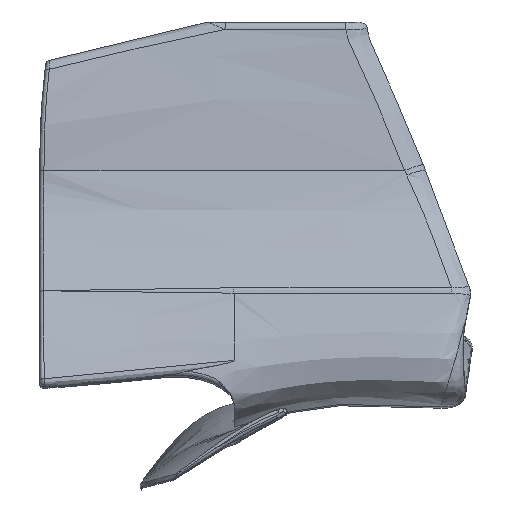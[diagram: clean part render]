
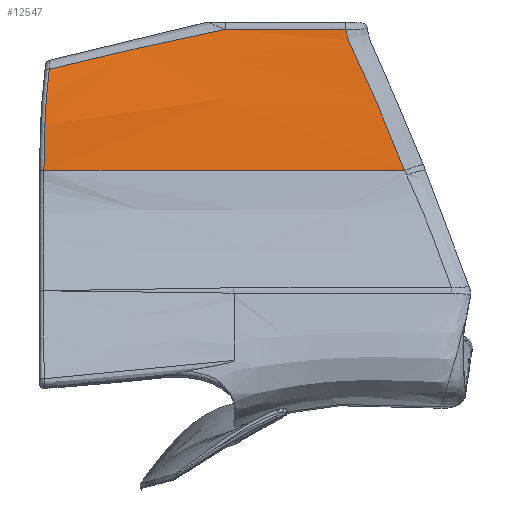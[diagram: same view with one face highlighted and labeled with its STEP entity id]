
A CAD part, top view. The second image highlights one B-rep face of the part: STEP entity #12547.
In plain terms, the highlighted free-form (B-spline) face has degree [3, 3] with [5, 4] control points.
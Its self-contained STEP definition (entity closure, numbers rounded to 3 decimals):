
#12511 = EDGE_CURVE('',#12512,#12514,#12516,.T.);
#12512 = VERTEX_POINT('',#12513);
#12513 = CARTESIAN_POINT('',(-4722.419,-380.324,
    516.727));
#12514 = VERTEX_POINT('',#12515);
#12515 = CARTESIAN_POINT('',(-4551.423,-380.86,
    511.379));
#12516 = B_SPLINE_CURVE_WITH_KNOTS('',3,(#12517,#12518,#12519,#12520),
  .UNSPECIFIED.,.F.,.F.,(4,4),(0.218,0.368),
  .PIECEWISE_BEZIER_KNOTS.);
#12517 = CARTESIAN_POINT('',(-4722.419,-380.324,
    516.727));
#12518 = CARTESIAN_POINT('',(-4665.421,-380.501,
    514.949));
#12519 = CARTESIAN_POINT('',(-4608.422,-380.683,
    513.165));
#12520 = CARTESIAN_POINT('',(-4551.423,-380.86,
    511.379));
#12547 = ADVANCED_FACE('',(#12548),#12641,.F.);
#12548 = FACE_BOUND('',#12549,.F.);
#12549 = EDGE_LOOP('',(#12550,#12571,#12588,#12589,#12627,#12634));
#12550 = ORIENTED_EDGE('',*,*,#12551,.T.);
#12551 = EDGE_CURVE('',#12552,#12554,#12556,.T.);
#12552 = VERTEX_POINT('',#12553);
#12553 = CARTESIAN_POINT('',(-4979.804,-580.529,
    557.462));
#12554 = VERTEX_POINT('',#12555);
#12555 = CARTESIAN_POINT('',(-4972.178,-436.997,
    540.794));
#12556 = B_SPLINE_CURVE_WITH_KNOTS('',3,(#12557,#12558,#12559,#12560,
    #12561,#12562,#12563,#12564,#12565,#12566,#12567,#12568,#12569,
    #12570),.UNSPECIFIED.,.F.,.F.,(4,2,2,2,2,2,4),(0.,0.032
    ,0.048,0.064,0.096,
    0.112,0.128),.UNSPECIFIED.);
#12557 = CARTESIAN_POINT('',(-4979.804,-580.529,
    557.462));
#12558 = CARTESIAN_POINT('',(-4979.789,-568.409,
    557.445));
#12559 = CARTESIAN_POINT('',(-4979.661,-556.302,
    557.182));
#12560 = CARTESIAN_POINT('',(-4979.258,-538.164,
    556.324));
#12561 = CARTESIAN_POINT('',(-4979.089,-532.122,
    555.96));
#12562 = CARTESIAN_POINT('',(-4978.671,-520.047,
    555.057));
#12563 = CARTESIAN_POINT('',(-4978.421,-514.011,
    554.517));
#12564 = CARTESIAN_POINT('',(-4977.542,-495.976,
    552.606));
#12565 = CARTESIAN_POINT('',(-4976.78,-484.035,
    550.94));
#12566 = CARTESIAN_POINT('',(-4975.311,-466.275,
    547.711));
#12567 = CARTESIAN_POINT('',(-4974.767,-460.381,
    546.512));
#12568 = CARTESIAN_POINT('',(-4973.561,-448.648,
    543.85));
#12569 = CARTESIAN_POINT('',(-4972.899,-442.809,
    542.387));
#12570 = CARTESIAN_POINT('',(-4972.178,-436.997,
    540.794));
#12571 = ORIENTED_EDGE('',*,*,#12572,.T.);
#12572 = EDGE_CURVE('',#12554,#12512,#12573,.T.);
#12573 = B_SPLINE_CURVE_WITH_KNOTS('',3,(#12574,#12575,#12576,#12577,
    #12578,#12579,#12580,#12581,#12582,#12583,#12584,#12585,#12586,
    #12587),.UNSPECIFIED.,.F.,.F.,(4,2,2,2,2,2,4),(0.006,
    0.062,0.119,0.147,0.175,
    0.203,0.232),.UNSPECIFIED.);
#12574 = CARTESIAN_POINT('',(-4972.178,-436.997,
    540.794));
#12575 = CARTESIAN_POINT('',(-4951.485,-431.953,
    538.29));
#12576 = CARTESIAN_POINT('',(-4930.782,-426.95,
    535.788));
#12577 = CARTESIAN_POINT('',(-4889.323,-417.083,
    530.955));
#12578 = CARTESIAN_POINT('',(-4868.564,-412.22,
    528.624));
#12579 = CARTESIAN_POINT('',(-4837.367,-405.09,
    525.42));
#12580 = CARTESIAN_POINT('',(-4826.958,-402.741,
    524.401));
#12581 = CARTESIAN_POINT('',(-4806.115,-398.105,
    522.487));
#12582 = CARTESIAN_POINT('',(-4795.682,-395.819,
    521.593));
#12583 = CARTESIAN_POINT('',(-4774.79,-391.307,
    519.947));
#12584 = CARTESIAN_POINT('',(-4764.331,-389.082,
    519.197));
#12585 = CARTESIAN_POINT('',(-4743.39,-384.677,
    517.848));
#12586 = CARTESIAN_POINT('',(-4732.909,-382.498,
    517.251));
#12587 = CARTESIAN_POINT('',(-4722.419,-380.324,
    516.727));
#12588 = ORIENTED_EDGE('',*,*,#12511,.T.);
#12589 = ORIENTED_EDGE('',*,*,#12590,.T.);
#12590 = EDGE_CURVE('',#12514,#12591,#12593,.T.);
#12591 = VERTEX_POINT('',#12592);
#12592 = CARTESIAN_POINT('',(-4468.469,-580.537,
    531.035));
#12593 = B_SPLINE_CURVE_WITH_KNOTS('',3,(#12594,#12595,#12596,#12597,
    #12598,#12599,#12600,#12601,#12602,#12603,#12604,#12605,#12606,
    #12607,#12608,#12609,#12610,#12611,#12612,#12613,#12614,#12615,
    #12616,#12617,#12618,#12619,#12620,#12621,#12622,#12623,#12624,
    #12625,#12626),.UNSPECIFIED.,.F.,.F.,(4,2,2,2,2,2,2,2,2,2,2,2,2,1,1,
    1,2,4),(0.01,0.021,0.027,
    0.033,0.045,0.057,
    0.069,0.081,0.105,0.128,
    0.152,0.176,0.188,0.194,
    0.196,0.198,0.199,0.199),
  .UNSPECIFIED.);
#12594 = CARTESIAN_POINT('',(-4551.423,-380.86,
    511.379));
#12595 = CARTESIAN_POINT('',(-4550.781,-385.317,
    511.545));
#12596 = CARTESIAN_POINT('',(-4549.768,-389.704,
    511.805));
#12597 = CARTESIAN_POINT('',(-4547.861,-396.212,
    512.285));
#12598 = CARTESIAN_POINT('',(-4547.159,-398.373,
    512.46));
#12599 = CARTESIAN_POINT('',(-4545.663,-402.65,
    512.83));
#12600 = CARTESIAN_POINT('',(-4544.87,-404.767,
    513.024));
#12601 = CARTESIAN_POINT('',(-4542.387,-411.071,
    513.625));
#12602 = CARTESIAN_POINT('',(-4540.597,-415.211,
    514.051));
#12603 = CARTESIAN_POINT('',(-4536.888,-423.432,
    514.918));
#12604 = CARTESIAN_POINT('',(-4534.968,-427.513,
    515.361));
#12605 = CARTESIAN_POINT('',(-4531.08,-435.652,
    516.252));
#12606 = CARTESIAN_POINT('',(-4529.112,-439.711,
    516.7));
#12607 = CARTESIAN_POINT('',(-4525.177,-447.829,
    517.595));
#12608 = CARTESIAN_POINT('',(-4523.209,-451.887,
    518.041));
#12609 = CARTESIAN_POINT('',(-4517.342,-464.081,
    519.376));
#12610 = CARTESIAN_POINT('',(-4513.482,-472.233,
    520.259));
#12611 = CARTESIAN_POINT('',(-4505.939,-488.618,
    522.));
#12612 = CARTESIAN_POINT('',(-4502.253,-496.849,
    522.859));
#12613 = CARTESIAN_POINT('',(-4495.058,-513.391,
    524.555));
#12614 = CARTESIAN_POINT('',(-4491.548,-521.701,
    525.391));
#12615 = CARTESIAN_POINT('',(-4484.691,-538.397,
    527.04));
#12616 = CARTESIAN_POINT('',(-4481.344,-546.782,
    527.854));
#12617 = CARTESIAN_POINT('',(-4476.434,-559.408,
    529.059));
#12618 = CARTESIAN_POINT('',(-4474.817,-563.624,
    529.458));
#12619 = CARTESIAN_POINT('',(-4472.417,-569.959,
    530.052));
#12620 = CARTESIAN_POINT('',(-4471.223,-573.129,
    530.348));
#12621 = CARTESIAN_POINT('',(-4469.843,-576.831,
    530.692));
#12622 = CARTESIAN_POINT('',(-4469.155,-578.684,
    530.864));
#12623 = CARTESIAN_POINT('',(-4468.861,-579.478,
    530.937));
#12624 = CARTESIAN_POINT('',(-4468.665,-580.008,
    530.986));
#12625 = CARTESIAN_POINT('',(-4468.566,-580.274,
    531.011));
#12626 = CARTESIAN_POINT('',(-4468.469,-580.537,
    531.035));
#12627 = ORIENTED_EDGE('',*,*,#12628,.F.);
#12628 = EDGE_CURVE('',#12629,#12591,#12631,.T.);
#12629 = VERTEX_POINT('',#12630);
#12630 = CARTESIAN_POINT('',(-4979.804,-580.537,
    557.462));
#12631 = B_SPLINE_CURVE_WITH_KNOTS('',1,(#12632,#12633),.UNSPECIFIED.,
  .F.,.F.,(2,2),(-479.112,-29.306),
  .PIECEWISE_BEZIER_KNOTS.);
#12632 = CARTESIAN_POINT('',(-4979.804,-580.537,
    557.462));
#12633 = CARTESIAN_POINT('',(-4468.469,-580.537,
    531.035));
#12634 = ORIENTED_EDGE('',*,*,#12635,.T.);
#12635 = EDGE_CURVE('',#12629,#12552,#12636,.T.);
#12636 = B_SPLINE_CURVE_WITH_KNOTS('',3,(#12637,#12638,#12639,#12640),
  .UNSPECIFIED.,.F.,.F.,(4,4),(0.,0.),
  .PIECEWISE_BEZIER_KNOTS.);
#12637 = CARTESIAN_POINT('',(-4979.804,-580.537,
    557.462));
#12638 = CARTESIAN_POINT('',(-4979.804,-580.535,
    557.462));
#12639 = CARTESIAN_POINT('',(-4979.804,-580.532,
    557.462));
#12640 = CARTESIAN_POINT('',(-4979.804,-580.529,
    557.462));
#12641 = B_SPLINE_SURFACE_WITH_KNOTS('',3,3,(
    (#12642,#12643,#12644,#12645)
    ,(#12646,#12647,#12648,#12649)
    ,(#12650,#12651,#12652,#12653)
    ,(#12654,#12655,#12656,#12657)
    ,(#12658,#12659,#12660,#12661
    )),.UNSPECIFIED.,.F.,.F.,.F.,(4,1,4),(4,4),(0.,0.5,1.),(0.,1.),
  .UNSPECIFIED.);
#12642 = CARTESIAN_POINT('',(-4435.154,-580.537,
    529.313));
#12643 = CARTESIAN_POINT('',(-4488.18,-439.145,
    515.344));
#12644 = CARTESIAN_POINT('',(-4519.083,-407.867,
    510.188));
#12645 = CARTESIAN_POINT('',(-4519.083,-369.95,
    510.188));
#12646 = CARTESIAN_POINT('',(-4526.926,-580.537,
    534.056));
#12647 = CARTESIAN_POINT('',(-4570.582,-439.528,
    522.279));
#12648 = CARTESIAN_POINT('',(-4594.217,-407.011,
    512.427));
#12649 = CARTESIAN_POINT('',(-4594.217,-369.95,
    512.427));
#12650 = CARTESIAN_POINT('',(-4710.472,-580.537,
    543.542));
#12651 = CARTESIAN_POINT('',(-4735.386,-440.292,
    536.149));
#12652 = CARTESIAN_POINT('',(-4744.486,-405.3,
    516.905));
#12653 = CARTESIAN_POINT('',(-4744.486,-369.95,
    516.905));
#12654 = CARTESIAN_POINT('',(-4894.017,-580.537,
    553.028));
#12655 = CARTESIAN_POINT('',(-4902.322,-439.303,
    550.564));
#12656 = CARTESIAN_POINT('',(-4894.754,-405.504,
    521.383));
#12657 = CARTESIAN_POINT('',(-4894.754,-369.95,
    521.383));
#12658 = CARTESIAN_POINT('',(-4985.789,-580.537,
    557.771));
#12659 = CARTESIAN_POINT('',(-4985.789,-438.809,
    557.771));
#12660 = CARTESIAN_POINT('',(-4969.889,-405.605,
    523.622));
#12661 = CARTESIAN_POINT('',(-4969.889,-369.95,
    523.622));
